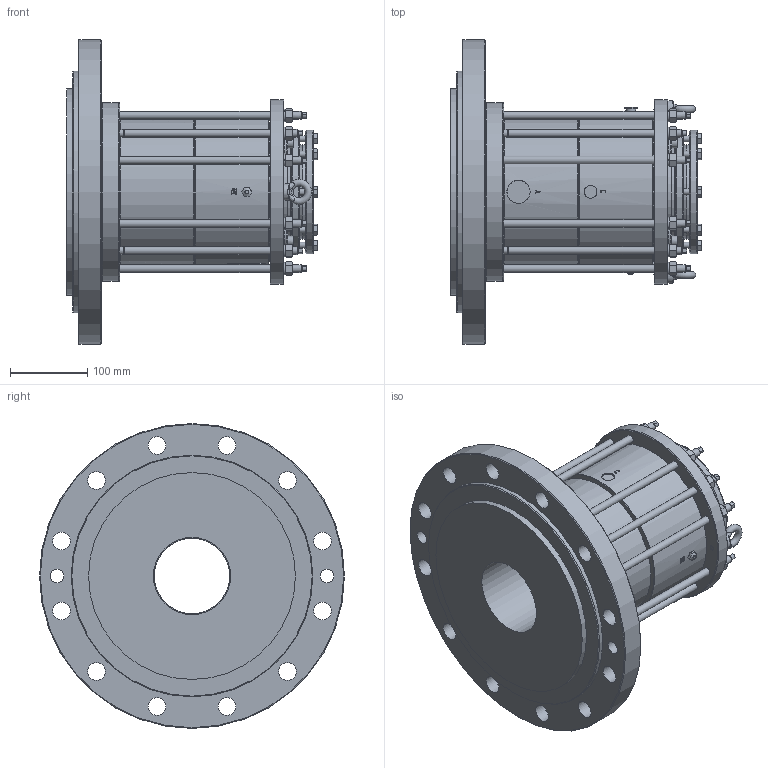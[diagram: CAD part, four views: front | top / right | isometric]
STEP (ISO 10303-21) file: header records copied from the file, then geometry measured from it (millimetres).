
FILE_DESCRIPTION(/* description */ ('Unknown'),/* implementation_level */ '2;1');
FILE_NAME(/* name */ '100mm',/* time_stamp */ '2023-04-14T13:34:29+01:00',/* author */ ('Unknown'),/* organization */ ('Unknown'),/* preprocessor_version */ 'ST-DEVELOPER v18.102',/* originating_system */ 'Solid Edge',/* authorisation */ 'Unknown');
FILE_SCHEMA (('AUTOMOTIVE_DESIGN {1 0 10303 214 3 1 1}'));
Length unit declared in the file: millimetre
Products named in the file (1): 100mm
Bounding box: 324.98 x 395 x 395 mm (x, y, z)
Volume: 10539105.9 mm3; surface area: 766868.1 mm2
Topology: 1 solids, 1 shells, 970 faces, 2460 edges, 1542 vertices
Faces by surface type: plane 416, cone 247, cylinder 226, bspline 42, torus 37, sphere 2
Full cylindrical faces by diameter (mm): 2.5 x4, 3.175 x1, 4.94 x1, 6 x2, 8 x8, 10 x40, 12.5 x1, 13 x4, 16.002 x1, 16.5 x1, 17.5 x2, 22 x2, 23 x12, 30 x2, 39.624 x4, 98 x3, 98.171 x1, 100 x1, 113.919 x2, 118.745 x1, 160.299 x2, 179.908 x1, 188.087 x1, 189.992 x1, 200.99 x1, 231.775 x1, 239.268 x1, 268 x1, 313 x1, 395 x1
Entity records: 36580 total; most frequent: CARTESIAN_POINT 8407, ORIENTED_EDGE 4298, DIRECTION 4221, EDGE_CURVE 2149, AXIS2_PLACEMENT_3D 1764, VERTEX_POINT 1425, FACE_BOUND 1370, EDGE_LOOP 1366
